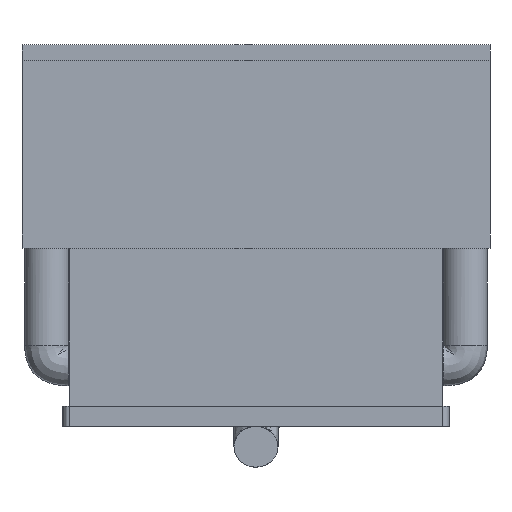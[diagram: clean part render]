
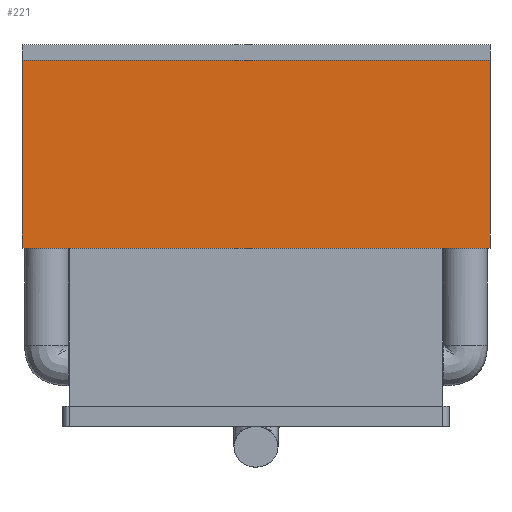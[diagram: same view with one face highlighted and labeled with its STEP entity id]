
A CAD part, front view. The second image highlights one B-rep face of the part: STEP entity #221.
In plain terms, the highlighted free-form (B-spline) face has degree [1, 1] with [2, 2] control points.
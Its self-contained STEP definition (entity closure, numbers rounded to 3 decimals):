
#34=CARTESIAN_POINT('',(-0.576,-0.865,0.401));
#35=VERTEX_POINT('',#34);
#41=CARTESIAN_POINT('',(0.576,-0.865,0.401));
#42=VERTEX_POINT('',#41);
#43=CARTESIAN_POINT('',(-0.576,-0.865,0.401));
#44=CARTESIAN_POINT('',(0.576,-0.865,0.401));
#45=B_SPLINE_CURVE_WITH_KNOTS('',1,(#43,#44),.UNSPECIFIED.,.F.,.U.,(2,2),(0.084,0.707),.UNSPECIFIED.);
#46=EDGE_CURVE('',#35,#42,#45,.T.);
#178=CARTESIAN_POINT('',(-0.576,-0.865,-0.061));
#179=VERTEX_POINT('',#178);
#180=CARTESIAN_POINT('',(-0.576,-0.865,0.401));
#181=CARTESIAN_POINT('',(-0.576,-0.865,-0.061));
#182=B_SPLINE_CURVE_WITH_KNOTS('',1,(#180,#181),.UNSPECIFIED.,.F.,.U.,(2,2),(0.103,0.855),.UNSPECIFIED.);
#183=EDGE_CURVE('',#35,#179,#182,.T.);
#200=CARTESIAN_POINT('',(-0.633,-0.865,-0.209));
#201=CARTESIAN_POINT('',(-0.633,-0.865,1.089));
#202=CARTESIAN_POINT('',(0.633,-0.865,-0.209));
#203=CARTESIAN_POINT('',(0.633,-0.865,1.089));
#204=B_SPLINE_SURFACE_WITH_KNOTS('',1,1,((#200,#201),(#202,#203)),.PLANE_SURF.,.F.,.F.,.U.,(2,2),(2,2),(0.,1.),(0.,1.),.UNSPECIFIED.);
#205=ORIENTED_EDGE('',*,*,#46,.F.);
#206=ORIENTED_EDGE('',*,*,#183,.T.);
#207=CARTESIAN_POINT('',(0.576,-0.865,-0.061));
#208=VERTEX_POINT('',#207);
#209=CARTESIAN_POINT('',(0.576,-0.865,-0.061));
#210=CARTESIAN_POINT('',(-0.576,-0.865,-0.061));
#211=B_SPLINE_CURVE_WITH_KNOTS('',1,(#209,#210),.UNSPECIFIED.,.F.,.U.,(2,2),(0.062,0.215),.UNSPECIFIED.);
#212=EDGE_CURVE('',#208,#179,#211,.T.);
#213=ORIENTED_EDGE('',*,*,#212,.F.);
#214=CARTESIAN_POINT('',(0.576,-0.865,-0.061));
#215=CARTESIAN_POINT('',(0.576,-0.865,0.401));
#216=B_SPLINE_CURVE_WITH_KNOTS('',1,(#214,#215),.UNSPECIFIED.,.F.,.U.,(2,2),(0.145,0.897),.UNSPECIFIED.);
#217=EDGE_CURVE('',#208,#42,#216,.T.);
#218=ORIENTED_EDGE('',*,*,#217,.T.);
#219=EDGE_LOOP('',(#205,#206,#213,#218));
#220=FACE_OUTER_BOUND('',#219,.T.);
#221=ADVANCED_FACE('',(#220),#204,.T.);
